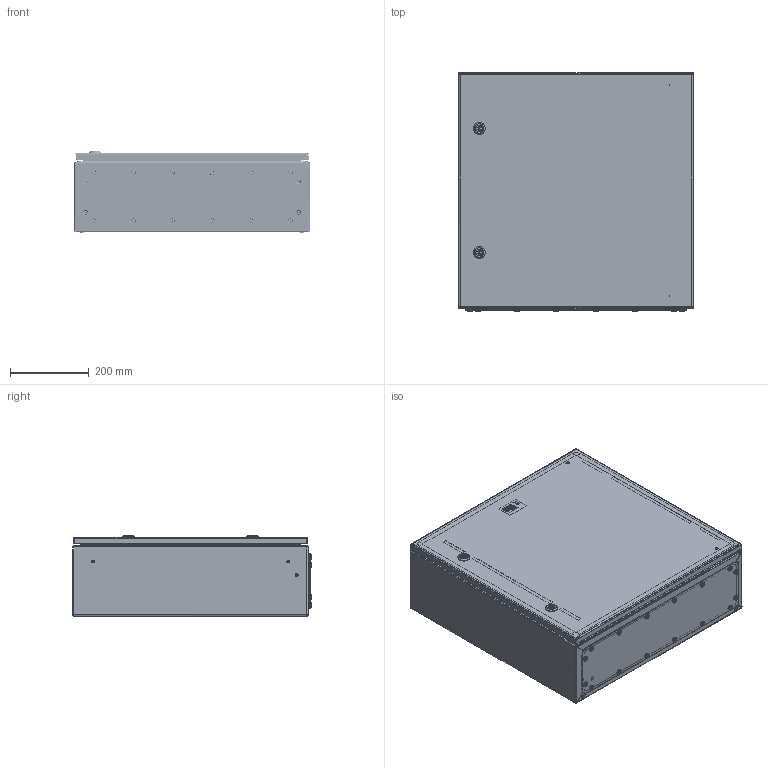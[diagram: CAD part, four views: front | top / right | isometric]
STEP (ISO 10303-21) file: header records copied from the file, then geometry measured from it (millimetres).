
FILE_DESCRIPTION (( 'STEP AP203' ), '1' );
FILE_NAME ('U3000060602 Êîðïóñ UC2M 60.60.20 IP66 (752.000.300).STEP', '2022-04-29T08:45:09', ( '' ), ( '' ), 'SwSTEP 2.0', 'SolidWorks 2017', '' );
FILE_SCHEMA (( 'CONFIG_CONTROL_DESIGN' ));
Length unit declared in the file: millimetre
Products named in the file (38): 嵑殧趌6402_8; Óïëîòíèòåëü ÏÏÓ êðûøêè UC2Ì_19 (60.20); Ñòîïîðíàÿ âòóëêà ïåòëè 4-119 Dirak; 003-393 Ñòåíêà íèæíÿÿ UC2_05 (00.60); 012-1795 眈翴錪 鳱歑膱 UC2_03 (60.60); 000.210.363 Îñíîâàíèå äâåðêè UC2_03 (60.60); Øïèëüêà ðåçüáîâàÿ Ì6_Œ6å12; Óïëîòíèòåëü ÏÏÓ äâåðêè UC2_22 (60.60); Øàéáà íåéëîí Ø028_Œ5; 000.241.259 署赅 UC2_01 (60.20); 嵑殧趌11371_8; 000.207.186 攜歑罻 UC2_03 (60.60); 008-400 Ñòåíêà ïðîôèëüíàÿ UC2_09 (60.60.20); Ïåòëÿ 4-119 Dirak_00; 000.113.105 忺謤僔 UC2_09 (60.60.20); ч蜱齁罻 ST-9; Îñíîâàíèå ïåòëè 4-119 Dirak; 019-99 Ïëàíêà z-îáðàçíàÿ_01 (60); 嵑殧趌11371_6; 扻豵鵨_п-1; Øàéáà íåéëîí Ø028_Œ6; 鎔艜_17473_M6x12; 椻壚樇襝鴀 Mesan 33; 010-326 Ïàíåëü ìîíòàæíàÿ UC2_09 (60.60); 040-116 Âèíò ñïåöèàëüíûé ST 4,8x9; Âòóëêà ïåòëè 4-119 Dirak; 蹴濋趌5915_M8; 嵑殧趌11371_5; Øïèëüêà ðåçüáîâàÿ Ì6_Œ8å30; Øïèëüêà çàçåìëåíèÿ CKF CS_Œ6å16; 000.241.258 署赅 UC2_01 (60.20); ﾇ瑟鶴 Mesan 060-1-1-13-33_00; U3000060602 扻豵鵨 UC2M 60.60.20 IP66 (752.000.300); 027-189 署赅 UC2_01 (60.20); 056-273 椯鴀殣罻 UC2_09 (60.60.20); Øòèôò ïåòëè 4-119 Dirak; 蹴濋趌5915_M5; ч蜱齁罻 ST-6
Assembly tree (116 placements, depth 4):
  U3000060602 扻豵鵨 UC2M 60.60.20 IP66 (752.000.300)
    000.113.105 忺謤僔 UC2_09 (60.60.20)
      008-400 Ñòåíêà ïðîôèëüíàÿ UC2_09 (60.60.20)
      003-393 Ñòåíêà íèæíÿÿ UC2_05 (00.60)
      Øïèëüêà ðåçüáîâàÿ Ì6_Œ8å30  x4
      Øïèëüêà ðåçüáîâàÿ Ì6_Œ6å12  x4
      Øïèëüêà çàçåìëåíèÿ CKF CS_Œ6å16  x2
    000.207.186 攜歑罻 UC2_03 (60.60)
      000.210.363 Îñíîâàíèå äâåðêè UC2_03 (60.60)
        012-1795 眈翴錪 鳱歑膱 UC2_03 (60.60)
        019-99 Ïëàíêà z-îáðàçíàÿ_01 (60)  x2
        Âòóëêà ïåòëè 4-119 Dirak  x2
        Øïèëüêà çàçåìëåíèÿ CKF CS_Œ6å16  x2
      Óïëîòíèòåëü ÏÏÓ äâåðêè UC2_22 (60.60)
      ﾇ瑟鶴 Mesan 060-1-1-13-33_00  x2
        扻豵鵨_п-1
        椻壚樇襝鴀 Mesan 33
        嵑殧趌11371_6
        鎔艜_17473_M6x12
    Ïåòëÿ 4-119 Dirak_00  x2
      Âòóëêà ïåòëè 4-119 Dirak
      Øòèôò ïåòëè 4-119 Dirak
      Îñíîâàíèå ïåòëè 4-119 Dirak
      Ñòîïîðíàÿ âòóëêà ïåòëè 4-119 Dirak
    嵑殧趌11371_5  x4
    Øàéáà íåéëîí Ø028_Œ5  x4
    蹴濋趌5915_M5  x4
    ч蜱齁罻 ST-6  x6
    ч蜱齁罻 ST-9  x4
    010-326 Ïàíåëü ìîíòàæíàÿ UC2_09 (60.60)
    蹴濋趌5915_M8  x12
    嵑殧趌11371_8  x4
    嵑殧趌6402_8  x4
    000.241.258 署赅 UC2_01 (60.20)
      000.241.259 署赅 UC2_01 (60.20)
        027-189 署赅 UC2_01 (60.20)
        Øïèëüêà çàçåìëåíèÿ CKF CS_Œ6å16
      Óïëîòíèòåëü ÏÏÓ êðûøêè UC2Ì_19 (60.20)
    040-116 Âèíò ñïåöèàëüíûé ST 4,8x9  x16
    Øàéáà íåéëîí Ø028_Œ6  x16
    056-273 椯鴀殣罻 UC2_09 (60.60.20)
Bounding box: 600.6 x 607.22 x 207.25 mm (x, y, z)
Volume: 2816911.5 mm3; surface area: 3418803.8 mm2
Topology: 115 solids, 117 shells, 5308 faces, 12441 edges, 7526 vertices
Faces by surface type: plane 1778, cylinder 1468, bspline 1220, cone 322, sphere 280, torus 240
Entity records: 110313 total; most frequent: CARTESIAN_POINT 51234, ORIENTED_EDGE 11740, DIRECTION 9173, EDGE_CURVE 5870, VERTEX_POINT 3774, VECTOR 3409, LINE 3409, AXIS2_PLACEMENT_3D 2882
